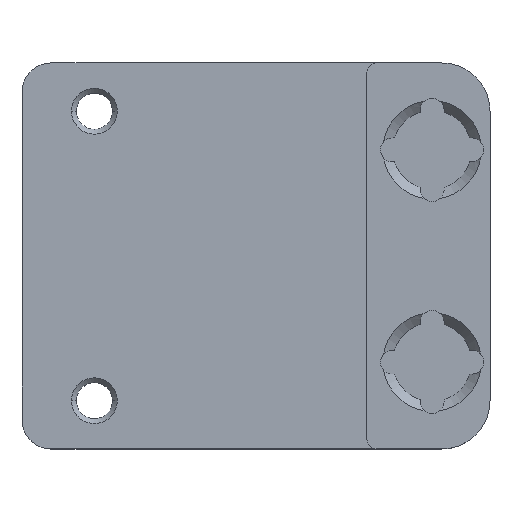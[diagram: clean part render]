
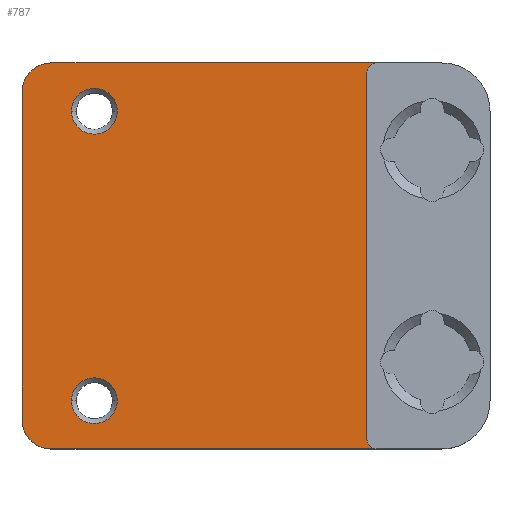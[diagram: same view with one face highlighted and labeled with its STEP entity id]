
A CAD part, top view. The second image highlights one B-rep face of the part: STEP entity #787.
In plain terms, the highlighted planar face has unit normal (0, 0, 1).
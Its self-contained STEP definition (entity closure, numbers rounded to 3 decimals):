
#49 = ORIENTED_EDGE ( 'NONE', *, *, #1608, .T. ) ;
#58 = FACE_OUTER_BOUND ( 'NONE', #1345, .T. ) ;
#100 = AXIS2_PLACEMENT_3D ( 'NONE', #870, #518, #2309 ) ;
#184 = CARTESIAN_POINT ( 'NONE',  ( 36.75, 0., 4.81 ) ) ;
#213 = ORIENTED_EDGE ( 'NONE', *, *, #1138, .T. ) ;
#227 = DIRECTION ( 'NONE',  ( 0., 0., -1. ) ) ;
#299 = VERTEX_POINT ( 'NONE', #401 ) ;
#300 = ORIENTED_EDGE ( 'NONE', *, *, #2158, .T. ) ;
#342 = CARTESIAN_POINT ( 'NONE',  ( 7.5, 5., 4.81 ) ) ;
#385 = CIRCLE ( 'NONE', #1403, 2.375 ) ;
#386 = CARTESIAN_POINT ( 'NONE',  ( 0., 0., 4.81 ) ) ;
#401 = CARTESIAN_POINT ( 'NONE',  ( 3., 0., 4.81 ) ) ;
#440 = EDGE_LOOP ( 'NONE', ( #1045, #1675 ) ) ;
#444 = CIRCLE ( 'NONE', #893, 3. ) ;
#453 = CIRCLE ( 'NONE', #2261, 2.375 ) ;
#486 = VECTOR ( 'NONE', #1791, 1000. ) ;
#509 = DIRECTION ( 'NONE',  ( 0., 0., -1. ) ) ;
#518 = DIRECTION ( 'NONE',  ( 0., 0., -1. ) ) ;
#571 = DIRECTION ( 'NONE',  ( 1., 0., 0. ) ) ;
#575 = FACE_BOUND ( 'NONE', #440, .T. ) ;
#583 = FACE_BOUND ( 'NONE', #837, .T. ) ;
#614 = DIRECTION ( 'NONE',  ( 0., 1., 0. ) ) ;
#621 = VERTEX_POINT ( 'NONE', #1267 ) ;
#625 = CARTESIAN_POINT ( 'NONE',  ( 0., 0., 4.81 ) ) ;
#634 = DIRECTION ( 'NONE',  ( -1., 0., 0. ) ) ;
#644 = DIRECTION ( 'NONE',  ( -1., 0., 0. ) ) ;
#685 = CARTESIAN_POINT ( 'NONE',  ( 7.5, 35., 4.81 ) ) ;
#712 = ORIENTED_EDGE ( 'NONE', *, *, #2074, .F. ) ;
#735 = EDGE_CURVE ( 'NONE', #880, #2270, #1522, .T. ) ;
#754 = LINE ( 'NONE', #1487, #1199 ) ;
#777 = DIRECTION ( 'NONE',  ( 0., 0., -1. ) ) ;
#787 = ADVANCED_FACE ( 'NONE', ( #583, #575, #58 ), #1115, .F. ) ;
#800 = CARTESIAN_POINT ( 'NONE',  ( 7.5, 5., 4.81 ) ) ;
#809 = AXIS2_PLACEMENT_3D ( 'NONE', #685, #1740, #2132 ) ;
#837 = EDGE_LOOP ( 'NONE', ( #213, #1037 ) ) ;
#855 = ORIENTED_EDGE ( 'NONE', *, *, #1955, .T. ) ;
#856 = VERTEX_POINT ( 'NONE', #1681 ) ;
#870 = CARTESIAN_POINT ( 'NONE',  ( 36.75, 1., 4.81 ) ) ;
#880 = VERTEX_POINT ( 'NONE', #1441 ) ;
#893 = AXIS2_PLACEMENT_3D ( 'NONE', #898, #1658, #948 ) ;
#894 = CIRCLE ( 'NONE', #2216, 2.375 ) ;
#898 = CARTESIAN_POINT ( 'NONE',  ( 3., 37., 4.81 ) ) ;
#914 = AXIS2_PLACEMENT_3D ( 'NONE', #1976, #509, #1932 ) ;
#948 = DIRECTION ( 'NONE',  ( -1., 0., 0. ) ) ;
#958 = VERTEX_POINT ( 'NONE', #184 ) ;
#971 = CARTESIAN_POINT ( 'NONE',  ( 0., 3., 4.81 ) ) ;
#999 = ORIENTED_EDGE ( 'NONE', *, *, #1301, .T. ) ;
#1037 = ORIENTED_EDGE ( 'NONE', *, *, #1924, .T. ) ;
#1045 = ORIENTED_EDGE ( 'NONE', *, *, #735, .T. ) ;
#1051 = LINE ( 'NONE', #1779, #486 ) ;
#1115 = PLANE ( 'NONE',  #2202 ) ;
#1138 = EDGE_CURVE ( 'NONE', #856, #1996, #453, .T. ) ;
#1148 = CARTESIAN_POINT ( 'NONE',  ( 7.5, 35., 4.81 ) ) ;
#1167 = VERTEX_POINT ( 'NONE', #1418 ) ;
#1176 = DIRECTION ( 'NONE',  ( 0., 0., 1. ) ) ;
#1199 = VECTOR ( 'NONE', #571, 1000. ) ;
#1229 = DIRECTION ( 'NONE',  ( 0., 0., -1. ) ) ;
#1234 = ORIENTED_EDGE ( 'NONE', *, *, #1466, .F. ) ;
#1237 = CARTESIAN_POINT ( 'NONE',  ( 35.75, 1., 4.81 ) ) ;
#1246 = EDGE_CURVE ( 'NONE', #621, #2038, #1051, .T. ) ;
#1267 = CARTESIAN_POINT ( 'NONE',  ( 35.75, 39., 4.81 ) ) ;
#1301 = EDGE_CURVE ( 'NONE', #299, #958, #754, .T. ) ;
#1308 = CARTESIAN_POINT ( 'NONE',  ( 36.75, 40., 4.81 ) ) ;
#1314 = CARTESIAN_POINT ( 'NONE',  ( 3., 3., 4.81 ) ) ;
#1345 = EDGE_LOOP ( 'NONE', ( #1234, #855, #999, #49, #2226, #1361, #712, #300 ) ) ;
#1346 = VERTEX_POINT ( 'NONE', #1308 ) ;
#1359 = EDGE_CURVE ( 'NONE', #2270, #880, #894, .T. ) ;
#1361 = ORIENTED_EDGE ( 'NONE', *, *, #2011, .T. ) ;
#1373 = CARTESIAN_POINT ( 'NONE',  ( 5.125, 5., 4.81 ) ) ;
#1403 = AXIS2_PLACEMENT_3D ( 'NONE', #800, #2078, #634 ) ;
#1418 = CARTESIAN_POINT ( 'NONE',  ( 0., 37., 4.81 ) ) ;
#1428 = CARTESIAN_POINT ( 'NONE',  ( 0., 40., 4.81 ) ) ;
#1441 = CARTESIAN_POINT ( 'NONE',  ( 9.875, 35., 4.81 ) ) ;
#1464 = CARTESIAN_POINT ( 'NONE',  ( 5.125, 35., 4.81 ) ) ;
#1466 = EDGE_CURVE ( 'NONE', #1564, #1167, #1521, .T. ) ;
#1487 = CARTESIAN_POINT ( 'NONE',  ( 0., 0., 4.81 ) ) ;
#1489 = VERTEX_POINT ( 'NONE', #2256 ) ;
#1521 = LINE ( 'NONE', #625, #1770 ) ;
#1522 = CIRCLE ( 'NONE', #809, 2.375 ) ;
#1548 = AXIS2_PLACEMENT_3D ( 'NONE', #1314, #1176, #644 ) ;
#1564 = VERTEX_POINT ( 'NONE', #971 ) ;
#1582 = LINE ( 'NONE', #1428, #2121 ) ;
#1608 = EDGE_CURVE ( 'NONE', #958, #2038, #1643, .T. ) ;
#1643 = CIRCLE ( 'NONE', #100, 1. ) ;
#1658 = DIRECTION ( 'NONE',  ( 0., 0., 1. ) ) ;
#1675 = ORIENTED_EDGE ( 'NONE', *, *, #1359, .T. ) ;
#1681 = CARTESIAN_POINT ( 'NONE',  ( 9.875, 5., 4.81 ) ) ;
#1740 = DIRECTION ( 'NONE',  ( 0., 0., -1. ) ) ;
#1770 = VECTOR ( 'NONE', #614, 1000. ) ;
#1779 = CARTESIAN_POINT ( 'NONE',  ( 35.75, 0., 4.81 ) ) ;
#1781 = CIRCLE ( 'NONE', #1548, 3. ) ;
#1791 = DIRECTION ( 'NONE',  ( 0., -1., 0. ) ) ;
#1924 = EDGE_CURVE ( 'NONE', #1996, #856, #385, .T. ) ;
#1932 = DIRECTION ( 'NONE',  ( -1., 0., 0. ) ) ;
#1955 = EDGE_CURVE ( 'NONE', #1564, #299, #1781, .T. ) ;
#1976 = CARTESIAN_POINT ( 'NONE',  ( 36.75, 39., 4.81 ) ) ;
#1988 = DIRECTION ( 'NONE',  ( -1., 0., 0. ) ) ;
#1996 = VERTEX_POINT ( 'NONE', #1373 ) ;
#2011 = EDGE_CURVE ( 'NONE', #621, #1346, #2152, .T. ) ;
#2034 = DIRECTION ( 'NONE',  ( -1., 0., 0. ) ) ;
#2038 = VERTEX_POINT ( 'NONE', #1237 ) ;
#2074 = EDGE_CURVE ( 'NONE', #1489, #1346, #1582, .T. ) ;
#2078 = DIRECTION ( 'NONE',  ( 0., 0., -1. ) ) ;
#2121 = VECTOR ( 'NONE', #2302, 1000. ) ;
#2132 = DIRECTION ( 'NONE',  ( -1., 0., 0. ) ) ;
#2152 = CIRCLE ( 'NONE', #914, 1. ) ;
#2158 = EDGE_CURVE ( 'NONE', #1489, #1167, #444, .T. ) ;
#2202 = AXIS2_PLACEMENT_3D ( 'NONE', #386, #227, #2227 ) ;
#2216 = AXIS2_PLACEMENT_3D ( 'NONE', #1148, #777, #2034 ) ;
#2226 = ORIENTED_EDGE ( 'NONE', *, *, #1246, .F. ) ;
#2227 = DIRECTION ( 'NONE',  ( -1., 0., 0. ) ) ;
#2256 = CARTESIAN_POINT ( 'NONE',  ( 3., 40., 4.81 ) ) ;
#2261 = AXIS2_PLACEMENT_3D ( 'NONE', #342, #1229, #1988 ) ;
#2270 = VERTEX_POINT ( 'NONE', #1464 ) ;
#2302 = DIRECTION ( 'NONE',  ( 1., 0., 0. ) ) ;
#2309 = DIRECTION ( 'NONE',  ( -1., 0., 0. ) ) ;
